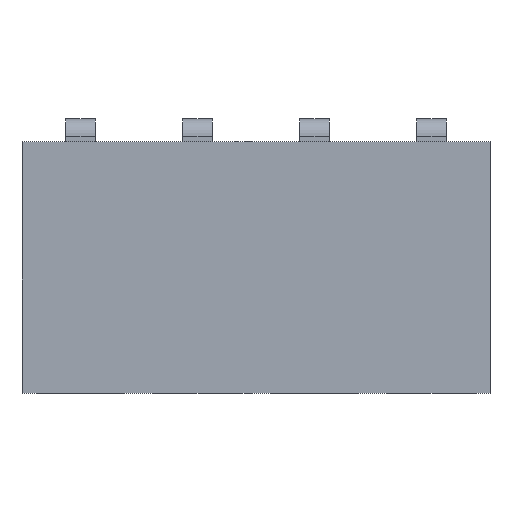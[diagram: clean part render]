
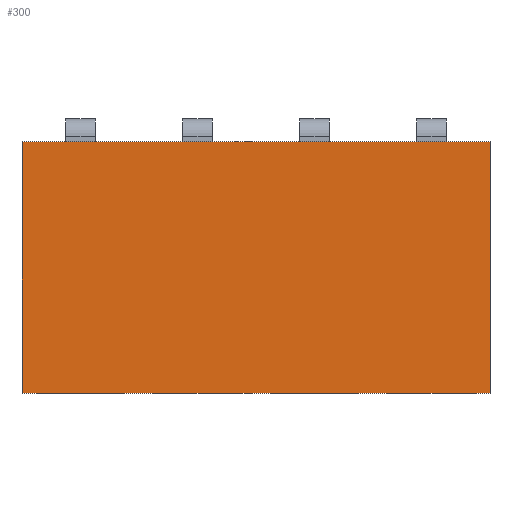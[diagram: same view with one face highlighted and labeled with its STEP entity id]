
A CAD part, top view. The second image highlights one B-rep face of the part: STEP entity #300.
In plain terms, the highlighted planar face has unit normal (0, 0, 1).
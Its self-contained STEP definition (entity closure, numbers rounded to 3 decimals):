
#300=ADVANCED_FACE('',(#2692),#2694,.T.);
#2692=FACE_BOUND('',#2693,.T.);
#2693=EDGE_LOOP('',(#4577,#4578,#4579,#4580));
#2694=PLANE('',#2695);
#2695=AXIS2_PLACEMENT_3D('',#2696,#2697,#2698);
#2696=CARTESIAN_POINT('',(-1.,-4.6,2.4));
#2697=DIRECTION('',(0.,0.,1.));
#2698=DIRECTION('',(1.,0.,0.));
#4577=ORIENTED_EDGE('',*,*,#5979,.T.);
#4578=ORIENTED_EDGE('',*,*,#5976,.T.);
#4579=ORIENTED_EDGE('',*,*,#5940,.F.);
#4580=ORIENTED_EDGE('',*,*,#5948,.F.);
#5940=EDGE_CURVE('',#6711,#6713,#6714,.T.);
#5948=EDGE_CURVE('',#6724,#6711,#6726,.T.);
#5976=EDGE_CURVE('',#6770,#6713,#6771,.T.);
#5979=EDGE_CURVE('',#6724,#6770,#6775,.T.);
#6711=VERTEX_POINT('',#8007);
#6713=VERTEX_POINT('',#8011);
#6714=LINE('',#8012,#8013);
#6724=VERTEX_POINT('',#8036);
#6726=LINE('',#8040,#8041);
#6770=VERTEX_POINT('',#8140);
#6771=LINE('',#8141,#8142);
#6775=LINE('',#8151,#8152);
#8007=CARTESIAN_POINT('',(-1.,-0.3,2.4));
#8011=CARTESIAN_POINT('',(7.,-0.3,2.4));
#8012=CARTESIAN_POINT('',(-1.,-0.3,2.4));
#8013=VECTOR('',#8014,1.);
#8014=DIRECTION('',(1.,0.,0.));
#8036=CARTESIAN_POINT('',(-1.,-4.6,2.4));
#8040=CARTESIAN_POINT('',(-1.,-4.6,2.4));
#8041=VECTOR('',#8042,1.);
#8042=DIRECTION('',(0.,1.,0.));
#8140=CARTESIAN_POINT('',(7.,-4.6,2.4));
#8141=CARTESIAN_POINT('',(7.,-4.6,2.4));
#8142=VECTOR('',#8143,1.);
#8143=DIRECTION('',(0.,1.,0.));
#8151=CARTESIAN_POINT('',(-1.,-4.6,2.4));
#8152=VECTOR('',#8153,1.);
#8153=DIRECTION('',(1.,0.,0.));
